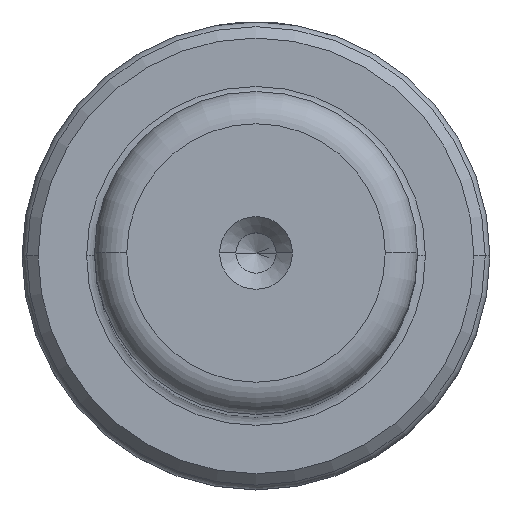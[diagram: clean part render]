
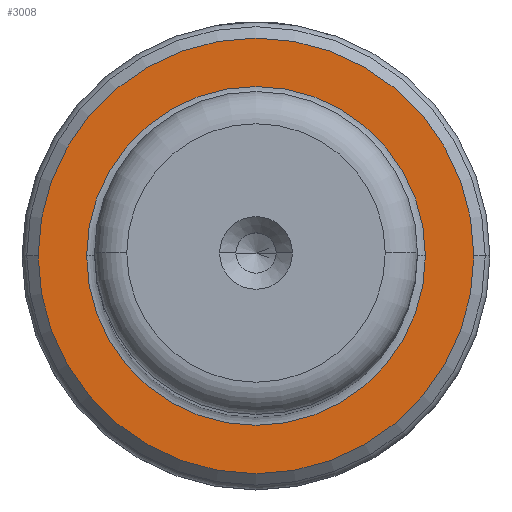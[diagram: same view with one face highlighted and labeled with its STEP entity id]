
A CAD part, top view. The second image highlights one B-rep face of the part: STEP entity #3008.
In plain terms, the highlighted planar face has unit normal (0, 0, 1).
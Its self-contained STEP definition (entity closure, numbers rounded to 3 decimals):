
#151 = CARTESIAN_POINT ( 'NONE',  ( 0., 0., 20. ) ) ;
#259 = DIRECTION ( 'NONE',  ( 0., 0., 1. ) ) ;
#338 = AXIS2_PLACEMENT_3D ( 'NONE', #2776, #2809, #1492 ) ;
#356 = CARTESIAN_POINT ( 'NONE',  ( 0., 0., 20. ) ) ;
#375 = VERTEX_POINT ( 'NONE', #2510 ) ;
#565 = FACE_OUTER_BOUND ( 'NONE', #2601, .T. ) ;
#652 = CIRCLE ( 'NONE', #338, 10.5 ) ;
#774 = AXIS2_PLACEMENT_3D ( 'NONE', #2576, #1296, #1025 ) ;
#823 = ORIENTED_EDGE ( 'NONE', *, *, #2181, .T. ) ;
#857 = ORIENTED_EDGE ( 'NONE', *, *, #1289, .T. ) ;
#897 = CIRCLE ( 'NONE', #774, 13.5 ) ;
#1025 = DIRECTION ( 'NONE',  ( 1., 0., 0. ) ) ;
#1076 = PLANE ( 'NONE',  #1636 ) ;
#1100 = VERTEX_POINT ( 'NONE', #1117 ) ;
#1117 = CARTESIAN_POINT ( 'NONE',  ( 13.5, 0., 20. ) ) ;
#1289 = EDGE_CURVE ( 'NONE', #3207, #2184, #652, .T. ) ;
#1296 = DIRECTION ( 'NONE',  ( 0., 0., 1. ) ) ;
#1375 = CARTESIAN_POINT ( 'NONE',  ( 10.5, 0., 20. ) ) ;
#1400 = AXIS2_PLACEMENT_3D ( 'NONE', #1746, #259, #2774 ) ;
#1482 = ORIENTED_EDGE ( 'NONE', *, *, #2407, .T. ) ;
#1492 = DIRECTION ( 'NONE',  ( -1., 0., 0. ) ) ;
#1636 = AXIS2_PLACEMENT_3D ( 'NONE', #356, #2152, #3095 ) ;
#1746 = CARTESIAN_POINT ( 'NONE',  ( 0., 0., 20. ) ) ;
#1893 = DIRECTION ( 'NONE',  ( -1., 0., 0. ) ) ;
#1896 = EDGE_LOOP ( 'NONE', ( #857, #823 ) ) ;
#2104 = ORIENTED_EDGE ( 'NONE', *, *, #2877, .T. ) ;
#2152 = DIRECTION ( 'NONE',  ( 0., 0., 1. ) ) ;
#2181 = EDGE_CURVE ( 'NONE', #2184, #3207, #2810, .T. ) ;
#2184 = VERTEX_POINT ( 'NONE', #1375 ) ;
#2407 = EDGE_CURVE ( 'NONE', #1100, #375, #897, .T. ) ;
#2416 = DIRECTION ( 'NONE',  ( 0., 0., -1. ) ) ;
#2419 = CIRCLE ( 'NONE', #1400, 13.5 ) ;
#2510 = CARTESIAN_POINT ( 'NONE',  ( -13.5, 0., 20. ) ) ;
#2576 = CARTESIAN_POINT ( 'NONE',  ( 0., 0., 20. ) ) ;
#2601 = EDGE_LOOP ( 'NONE', ( #2104, #1482 ) ) ;
#2712 = CARTESIAN_POINT ( 'NONE',  ( -10.5, 0., 20. ) ) ;
#2774 = DIRECTION ( 'NONE',  ( 1., 0., 0. ) ) ;
#2776 = CARTESIAN_POINT ( 'NONE',  ( 0., 0., 20. ) ) ;
#2809 = DIRECTION ( 'NONE',  ( 0., 0., -1. ) ) ;
#2810 = CIRCLE ( 'NONE', #3058, 10.5 ) ;
#2877 = EDGE_CURVE ( 'NONE', #375, #1100, #2419, .T. ) ;
#3008 = ADVANCED_FACE ( 'NONE', ( #565, #3168 ), #1076, .T. ) ;
#3058 = AXIS2_PLACEMENT_3D ( 'NONE', #151, #2416, #1893 ) ;
#3095 = DIRECTION ( 'NONE',  ( 1., 0., 0. ) ) ;
#3168 = FACE_BOUND ( 'NONE', #1896, .T. ) ;
#3207 = VERTEX_POINT ( 'NONE', #2712 ) ;
